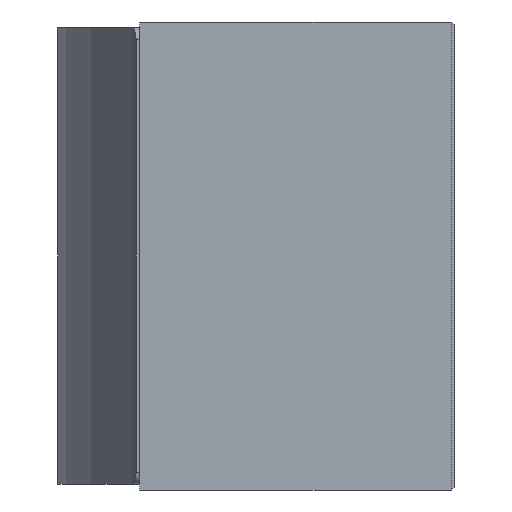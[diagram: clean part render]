
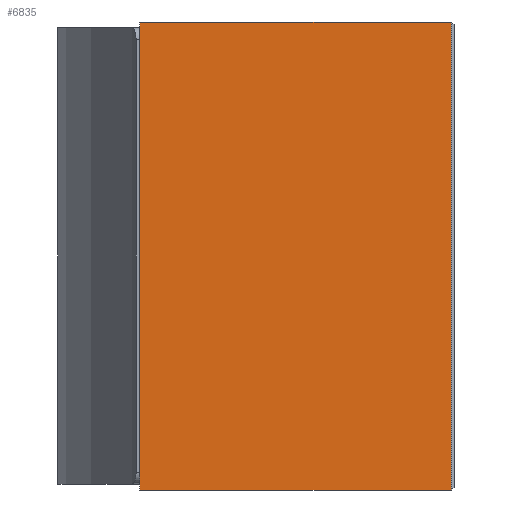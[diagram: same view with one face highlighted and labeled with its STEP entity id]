
A CAD part, left-side view. The second image highlights one B-rep face of the part: STEP entity #6835.
In plain terms, the highlighted planar face has unit normal (-1, 0, 0).
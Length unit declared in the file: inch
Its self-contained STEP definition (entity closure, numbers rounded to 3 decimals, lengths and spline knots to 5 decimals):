
#718 = EDGE_CURVE ( 'NONE', #6097, #3433, #6886, .T. ) ;
#745 = DIRECTION ( 'NONE',  ( 0., -1., 0. ) ) ;
#778 = LINE ( 'NONE', #4604, #6532 ) ;
#884 = CARTESIAN_POINT ( 'NONE',  ( -4.92126, 3.30709, -2.46063 ) ) ;
#1026 = DIRECTION ( 'NONE',  ( 0., 0., -1. ) ) ;
#1097 = EDGE_LOOP ( 'NONE', ( #1844, #6621, #1973, #3067 ) ) ;
#1238 = LINE ( 'NONE', #3949, #4635 ) ;
#1426 = CARTESIAN_POINT ( 'NONE',  ( -4.92126, 3.30709, 2.46063 ) ) ;
#1641 = CARTESIAN_POINT ( 'NONE',  ( -4.92126, 3.30709, 2.46063 ) ) ;
#1844 = ORIENTED_EDGE ( 'NONE', *, *, #5676, .T. ) ;
#1973 = ORIENTED_EDGE ( 'NONE', *, *, #718, .F. ) ;
#2310 = CARTESIAN_POINT ( 'NONE',  ( -4.92126, 0.03, 2.46063 ) ) ;
#2490 = LINE ( 'NONE', #4690, #5299 ) ;
#2657 = PLANE ( 'NONE',  #5754 ) ;
#2698 = EDGE_CURVE ( 'NONE', #3468, #3433, #1238, .T. ) ;
#3067 = ORIENTED_EDGE ( 'NONE', *, *, #6007, .F. ) ;
#3082 = DIRECTION ( 'NONE',  ( 0., 0., 1. ) ) ;
#3433 = VERTEX_POINT ( 'NONE', #2310 ) ;
#3438 = CARTESIAN_POINT ( 'NONE',  ( -4.92126, 0.03, -2.46063 ) ) ;
#3468 = VERTEX_POINT ( 'NONE', #3438 ) ;
#3849 = DIRECTION ( 'NONE',  ( 1., 0., 0. ) ) ;
#3949 = CARTESIAN_POINT ( 'NONE',  ( -4.92126, 0.03, 2.46063 ) ) ;
#4418 = FACE_OUTER_BOUND ( 'NONE', #1097, .T. ) ;
#4604 = CARTESIAN_POINT ( 'NONE',  ( -4.92126, 3.30709, -2.46063 ) ) ;
#4635 = VECTOR ( 'NONE', #6818, 39.37008 ) ;
#4690 = CARTESIAN_POINT ( 'NONE',  ( -4.92126, 3.30709, 2.46063 ) ) ;
#5135 = VECTOR ( 'NONE', #5820, 39.37008 ) ;
#5299 = VECTOR ( 'NONE', #3082, 39.37008 ) ;
#5301 = CARTESIAN_POINT ( 'NONE',  ( -4.92126, 3.30709, 2.46063 ) ) ;
#5676 = EDGE_CURVE ( 'NONE', #7073, #3468, #778, .T. ) ;
#5754 = AXIS2_PLACEMENT_3D ( 'NONE', #1641, #3849, #1026 ) ;
#5820 = DIRECTION ( 'NONE',  ( 0., -1., 0. ) ) ;
#6007 = EDGE_CURVE ( 'NONE', #7073, #6097, #2490, .T. ) ;
#6097 = VERTEX_POINT ( 'NONE', #5301 ) ;
#6532 = VECTOR ( 'NONE', #745, 39.37008 ) ;
#6621 = ORIENTED_EDGE ( 'NONE', *, *, #2698, .T. ) ;
#6818 = DIRECTION ( 'NONE',  ( 0., 0., 1. ) ) ;
#6835 = ADVANCED_FACE ( 'NONE', ( #4418 ), #2657, .F. ) ;
#6886 = LINE ( 'NONE', #1426, #5135 ) ;
#7073 = VERTEX_POINT ( 'NONE', #884 ) ;
